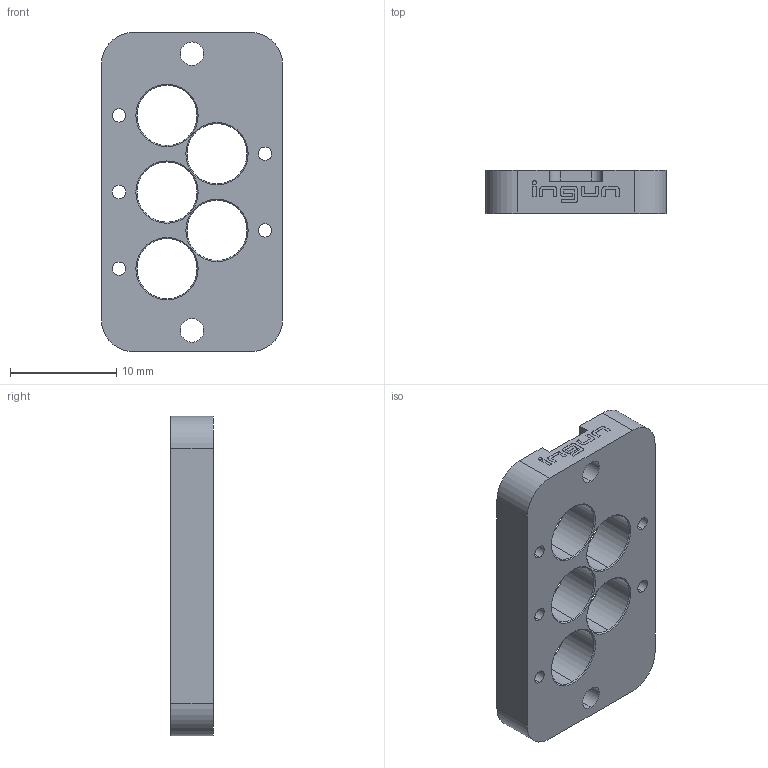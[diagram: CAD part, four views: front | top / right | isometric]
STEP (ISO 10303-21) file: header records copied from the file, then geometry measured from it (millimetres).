
FILE_DESCRIPTION (( 'STEP AP203' ), '1' );
FILE_NAME ('INGUN_KA-804_MTD-5.STEP', '2024-01-11T07:19:56', ( '' ), ( '' ), 'SwSTEP 2.0', 'SolidWorks 2021', '' );
FILE_SCHEMA (( 'CONFIG_CONTROL_DESIGN' ));
Length unit declared in the file: millimetre
Products named in the file (1): INGUN_KA-804_MTD-5
Bounding box: 17 x 4 x 30.01 mm (x, y, z)
Volume: 1418.3 mm3; surface area: 1561.9 mm2
Topology: 1 solids, 1 shells, 134 faces, 358 edges, 232 vertices
Faces by surface type: plane 60, cylinder 54, cone 20
Entity records: 4315 total; most frequent: DIRECTION 756, CARTESIAN_POINT 725, ORIENTED_EDGE 716, EDGE_CURVE 358, AXIS2_PLACEMENT_3D 263, VERTEX_POINT 232, LINE 230, VECTOR 230
